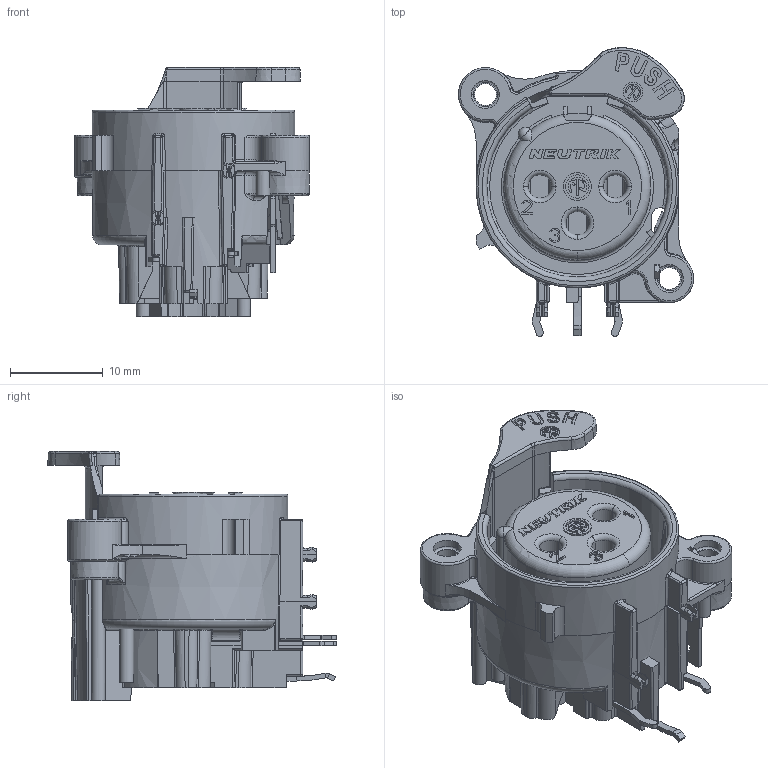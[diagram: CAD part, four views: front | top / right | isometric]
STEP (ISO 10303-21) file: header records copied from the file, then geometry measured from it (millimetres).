
FILE_DESCRIPTION((''),'2;1');
FILE_NAME('30010747','2023-07-04T08:37:03',('SYSTEM'),(''),'CREO PARAMETRIC BY PTC INC, 2021184','CREO PARAMETRIC BY PTC INC, 2021184','');
FILE_SCHEMA(('CONFIG_CONTROL_DESIGN'));
Length unit declared in the file: millimetre
Products named in the file (1): 30010747
Bounding box: 25.3 x 31.04 x 26.8 mm (x, y, z)
Volume: 6076.8 mm3; surface area: 5193.7 mm2
Topology: 1 solids, 1 shells, 1447 faces, 3919 edges, 2497 vertices
Faces by surface type: plane 721, cylinder 322, bspline 168, torus 105, cone 56, extrusion 52, sphere 22, revolution 1
Entity records: 51733 total; most frequent: CARTESIAN_POINT 16748, ORIENTED_EDGE 7836, DIRECTION 6552, EDGE_CURVE 3918, VERTEX_POINT 2497, VECTOR 2269, LINE 2217, AXIS2_PLACEMENT_3D 2141
